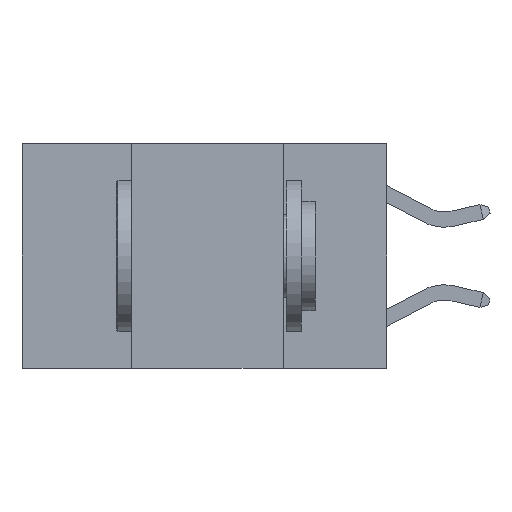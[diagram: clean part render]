
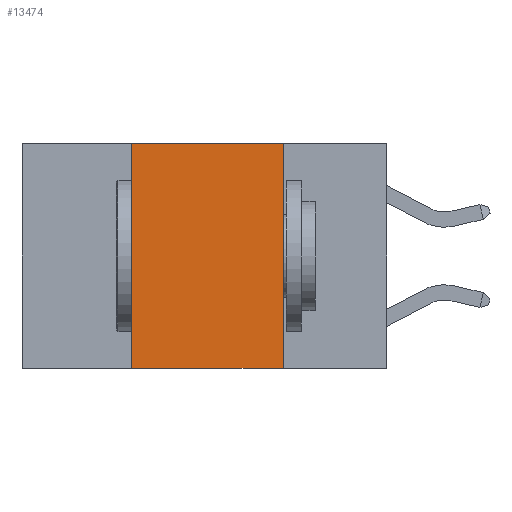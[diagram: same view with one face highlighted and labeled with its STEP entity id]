
A CAD part, left-side view. The second image highlights one B-rep face of the part: STEP entity #13474.
In plain terms, the highlighted planar face has unit normal (-1, 0, 0).
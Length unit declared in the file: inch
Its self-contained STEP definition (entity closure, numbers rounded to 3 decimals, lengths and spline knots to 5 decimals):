
#910 = EDGE_LOOP ( 'NONE', ( #11183, #8241, #15862, #16302 ) ) ;
#992 = AXIS2_PLACEMENT_3D ( 'NONE', #1289, #15638, #7050 ) ;
#1289 = CARTESIAN_POINT ( 'NONE',  ( 0., 0.6, 0. ) ) ;
#1307 = LINE ( 'NONE', #10905, #18213 ) ;
#1929 = EDGE_CURVE ( 'NONE', #6116, #5803, #1307, .T. ) ;
#2735 = VECTOR ( 'NONE', #9165, 39.37008 ) ;
#2787 = CARTESIAN_POINT ( 'NONE',  ( 0., 0.6, -0.37 ) ) ;
#3113 = VECTOR ( 'NONE', #7219, 39.37008 ) ;
#3423 = CARTESIAN_POINT ( 'NONE',  ( 0., 0.17, 0. ) ) ;
#4573 = LINE ( 'NONE', #2787, #11773 ) ;
#5194 = CARTESIAN_POINT ( 'NONE',  ( 0., 0.42, -0.37 ) ) ;
#5631 = PLANE ( 'NONE',  #992 ) ;
#5788 = CARTESIAN_POINT ( 'NONE',  ( 0., 0.17, 0. ) ) ;
#5803 = VERTEX_POINT ( 'NONE', #8645 ) ;
#6116 = VERTEX_POINT ( 'NONE', #5194 ) ;
#6612 = VERTEX_POINT ( 'NONE', #3423 ) ;
#7050 = DIRECTION ( 'NONE',  ( 0., 0., -1. ) ) ;
#7219 = DIRECTION ( 'NONE',  ( 0., 0., -1. ) ) ;
#7366 = VERTEX_POINT ( 'NONE', #14801 ) ;
#7956 = EDGE_CURVE ( 'NONE', #5803, #6612, #10376, .T. ) ;
#8241 = ORIENTED_EDGE ( 'NONE', *, *, #7956, .F. ) ;
#8645 = CARTESIAN_POINT ( 'NONE',  ( 0., 0.42, 0. ) ) ;
#9165 = DIRECTION ( 'NONE',  ( 0., -1., 0. ) ) ;
#10376 = LINE ( 'NONE', #16278, #2735 ) ;
#10726 = EDGE_CURVE ( 'NONE', #6612, #7366, #10749, .T. ) ;
#10749 = LINE ( 'NONE', #5788, #3113 ) ;
#10905 = CARTESIAN_POINT ( 'NONE',  ( 0., 0.42, 0. ) ) ;
#11183 = ORIENTED_EDGE ( 'NONE', *, *, #10726, .F. ) ;
#11773 = VECTOR ( 'NONE', #14245, 39.37008 ) ;
#12330 = DIRECTION ( 'NONE',  ( 0., 0., 1. ) ) ;
#13474 = ADVANCED_FACE ( 'NONE', ( #17147 ), #5631, .F. ) ;
#14199 = EDGE_CURVE ( 'NONE', #6116, #7366, #4573, .T. ) ;
#14245 = DIRECTION ( 'NONE',  ( 0., -1., 0. ) ) ;
#14801 = CARTESIAN_POINT ( 'NONE',  ( 0., 0.17, -0.37 ) ) ;
#15638 = DIRECTION ( 'NONE',  ( 1., 0., 0. ) ) ;
#15862 = ORIENTED_EDGE ( 'NONE', *, *, #1929, .F. ) ;
#16278 = CARTESIAN_POINT ( 'NONE',  ( 0., 0.6, 0. ) ) ;
#16302 = ORIENTED_EDGE ( 'NONE', *, *, #14199, .T. ) ;
#17147 = FACE_OUTER_BOUND ( 'NONE', #910, .T. ) ;
#18213 = VECTOR ( 'NONE', #12330, 39.37008 ) ;
